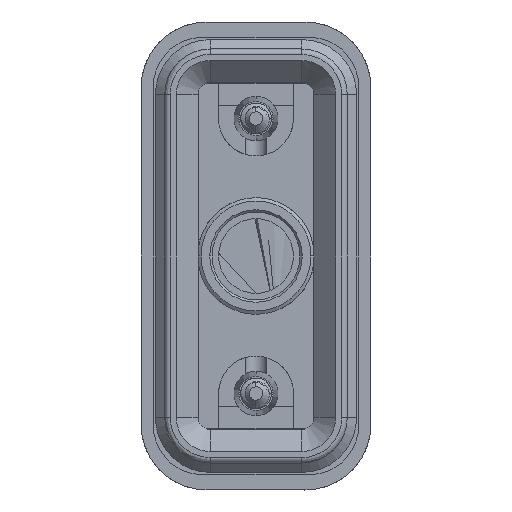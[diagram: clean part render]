
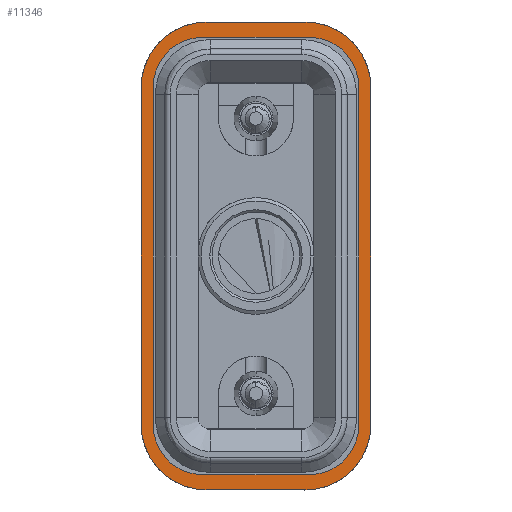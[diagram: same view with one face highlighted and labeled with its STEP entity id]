
A CAD part, front view. The second image highlights one B-rep face of the part: STEP entity #11346.
In plain terms, the highlighted planar face has unit normal (0, 1, 0).
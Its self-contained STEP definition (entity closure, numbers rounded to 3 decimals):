
#1033 = VERTEX_POINT ( 'NONE', #54917 ) ;
#1113 = EDGE_CURVE ( 'NONE', #21567, #13893, #90737, .T. ) ;
#1591 = CARTESIAN_POINT ( 'NONE',  ( 10.45, 0., 15.275 ) ) ;
#1647 = PLANE ( 'NONE',  #51698 ) ;
#2107 = CARTESIAN_POINT ( 'NONE',  ( 4.85, 0., 19.875 ) ) ;
#2550 = FACE_BOUND ( 'NONE', #33102, .T. ) ;
#3228 = CARTESIAN_POINT ( 'NONE',  ( 10.45, 0., -15.275 ) ) ;
#3578 = AXIS2_PLACEMENT_3D ( 'NONE', #80492, #86994, #45096 ) ;
#4444 = DIRECTION ( 'NONE',  ( 0., 0., -1. ) ) ;
#4721 = CARTESIAN_POINT ( 'NONE',  ( -9.35, 0., 0. ) ) ;
#5788 = VECTOR ( 'NONE', #72707, 1000. ) ;
#6048 = EDGE_CURVE ( 'NONE', #89027, #21567, #63144, .T. ) ;
#6602 = DIRECTION ( 'NONE',  ( 1., 0., 0. ) ) ;
#7118 = EDGE_CURVE ( 'NONE', #88886, #79168, #37215, .T. ) ;
#7819 = ORIENTED_EDGE ( 'NONE', *, *, #7118, .T. ) ;
#9702 = DIRECTION ( 'NONE',  ( 0., 0., -1. ) ) ;
#9967 = CARTESIAN_POINT ( 'NONE',  ( 0., 0., -19.875 ) ) ;
#10996 = DIRECTION ( 'NONE',  ( 0., 0., -1. ) ) ;
#11136 = AXIS2_PLACEMENT_3D ( 'NONE', #74563, #75917, #47042 ) ;
#11346 = ADVANCED_FACE ( 'NONE', ( #2550, #87650 ), #1647, .T. ) ;
#12037 = CARTESIAN_POINT ( 'NONE',  ( 9.35, 0., 0. ) ) ;
#12382 = DIRECTION ( 'NONE',  ( 0., 1., 0. ) ) ;
#12598 = VECTOR ( 'NONE', #4444, 1000. ) ;
#13153 = CIRCLE ( 'NONE', #65183, 4.5 ) ;
#13375 = VECTOR ( 'NONE', #59083, 1000. ) ;
#13413 = CIRCLE ( 'NONE', #57993, 6. ) ;
#13802 = AXIS2_PLACEMENT_3D ( 'NONE', #32411, #12382, #74793 ) ;
#13893 = VERTEX_POINT ( 'NONE', #78603 ) ;
#13901 = EDGE_CURVE ( 'NONE', #50304, #85403, #13153, .T. ) ;
#14518 = VERTEX_POINT ( 'NONE', #52371 ) ;
#15087 = DIRECTION ( 'NONE',  ( 0., 1., 0. ) ) ;
#16240 = VERTEX_POINT ( 'NONE', #60502 ) ;
#16488 = CARTESIAN_POINT ( 'NONE',  ( -4.45, 0., 15.275 ) ) ;
#16990 = CARTESIAN_POINT ( 'NONE',  ( 0., 0., -21.275 ) ) ;
#17398 = EDGE_CURVE ( 'NONE', #83559, #46834, #13413, .T. ) ;
#17546 = ORIENTED_EDGE ( 'NONE', *, *, #46066, .T. ) ;
#17816 = DIRECTION ( 'NONE',  ( 0., 0., -1. ) ) ;
#18902 = CARTESIAN_POINT ( 'NONE',  ( -10.45, 0., 15.275 ) ) ;
#19493 = ORIENTED_EDGE ( 'NONE', *, *, #52603, .F. ) ;
#21567 = VERTEX_POINT ( 'NONE', #46854 ) ;
#22083 = DIRECTION ( 'NONE',  ( 0., 1., 0. ) ) ;
#22493 = DIRECTION ( 'NONE',  ( 0., -1., 0. ) ) ;
#23895 = DIRECTION ( 'NONE',  ( 0., 0., 1. ) ) ;
#23958 = LINE ( 'NONE', #16990, #71240 ) ;
#24376 = AXIS2_PLACEMENT_3D ( 'NONE', #53781, #74307, #10996 ) ;
#25136 = ORIENTED_EDGE ( 'NONE', *, *, #46283, .T. ) ;
#25254 = EDGE_LOOP ( 'NONE', ( #87394, #19493, #43419, #28816, #68741, #40940, #17546, #7819 ) ) ;
#25994 = DIRECTION ( 'NONE',  ( 0., 0., 1. ) ) ;
#28471 = DIRECTION ( 'NONE',  ( -1., 0., 0. ) ) ;
#28816 = ORIENTED_EDGE ( 'NONE', *, *, #83117, .F. ) ;
#31343 = CARTESIAN_POINT ( 'NONE',  ( 0., 0., 0. ) ) ;
#32411 = CARTESIAN_POINT ( 'NONE',  ( 4.45, 0., -15.275 ) ) ;
#33102 = EDGE_LOOP ( 'NONE', ( #25136, #54783, #58782, #87789, #90144, #79276, #42963, #45968 ) ) ;
#34451 = CARTESIAN_POINT ( 'NONE',  ( -4.45, 0., 21.275 ) ) ;
#34552 = CARTESIAN_POINT ( 'NONE',  ( 0., 0., 19.875 ) ) ;
#35219 = VERTEX_POINT ( 'NONE', #45029 ) ;
#37215 = LINE ( 'NONE', #80055, #13375 ) ;
#37319 = VERTEX_POINT ( 'NONE', #38706 ) ;
#38706 = CARTESIAN_POINT ( 'NONE',  ( 4.45, 0., 21.275 ) ) ;
#39234 = DIRECTION ( 'NONE',  ( 1., 0., 0. ) ) ;
#39742 = CARTESIAN_POINT ( 'NONE',  ( -10.45, 0., 0. ) ) ;
#39877 = VERTEX_POINT ( 'NONE', #74327 ) ;
#40940 = ORIENTED_EDGE ( 'NONE', *, *, #66152, .T. ) ;
#41329 = EDGE_CURVE ( 'NONE', #79168, #1033, #59846, .T. ) ;
#42207 = CARTESIAN_POINT ( 'NONE',  ( 9.35, 0., -15.375 ) ) ;
#42295 = VECTOR ( 'NONE', #25994, 1000. ) ;
#42903 = CARTESIAN_POINT ( 'NONE',  ( 0., 0., 21.275 ) ) ;
#42963 = ORIENTED_EDGE ( 'NONE', *, *, #13901, .T. ) ;
#43197 = CARTESIAN_POINT ( 'NONE',  ( 4.85, 0., -15.375 ) ) ;
#43419 = ORIENTED_EDGE ( 'NONE', *, *, #49089, .T. ) ;
#45029 = CARTESIAN_POINT ( 'NONE',  ( -4.85, 0., -19.875 ) ) ;
#45096 = DIRECTION ( 'NONE',  ( 0., 0., -1. ) ) ;
#45968 = ORIENTED_EDGE ( 'NONE', *, *, #47943, .T. ) ;
#46066 = EDGE_CURVE ( 'NONE', #37319, #88886, #79336, .T. ) ;
#46283 = EDGE_CURVE ( 'NONE', #14518, #85695, #48132, .T. ) ;
#46834 = VERTEX_POINT ( 'NONE', #34451 ) ;
#46854 = CARTESIAN_POINT ( 'NONE',  ( -9.35, 0., 15.375 ) ) ;
#47042 = DIRECTION ( 'NONE',  ( 0., 0., -1. ) ) ;
#47943 = EDGE_CURVE ( 'NONE', #85403, #14518, #54830, .T. ) ;
#48132 = CIRCLE ( 'NONE', #24376, 4.5 ) ;
#49089 = EDGE_CURVE ( 'NONE', #16240, #39877, #58332, .T. ) ;
#49630 = EDGE_CURVE ( 'NONE', #35219, #50304, #73725, .T. ) ;
#49881 = LINE ( 'NONE', #42903, #5788 ) ;
#49954 = CARTESIAN_POINT ( 'NONE',  ( -4.85, 0., -15.375 ) ) ;
#50304 = VERTEX_POINT ( 'NONE', #66962 ) ;
#51389 = DIRECTION ( 'NONE',  ( 0., 0., -1. ) ) ;
#51698 = AXIS2_PLACEMENT_3D ( 'NONE', #31343, #15087, #23895 ) ;
#52371 = CARTESIAN_POINT ( 'NONE',  ( 9.35, 0., 15.375 ) ) ;
#52603 = EDGE_CURVE ( 'NONE', #16240, #1033, #23958, .T. ) ;
#53601 = CARTESIAN_POINT ( 'NONE',  ( -4.85, 0., 19.875 ) ) ;
#53781 = CARTESIAN_POINT ( 'NONE',  ( 4.85, 0., 15.375 ) ) ;
#53856 = VECTOR ( 'NONE', #89834, 1000. ) ;
#54783 = ORIENTED_EDGE ( 'NONE', *, *, #86077, .T. ) ;
#54830 = LINE ( 'NONE', #12037, #42295 ) ;
#54917 = CARTESIAN_POINT ( 'NONE',  ( 4.45, 0., -21.275 ) ) ;
#57993 = AXIS2_PLACEMENT_3D ( 'NONE', #16488, #22083, #51389 ) ;
#58332 = CIRCLE ( 'NONE', #61245, 6. ) ;
#58782 = ORIENTED_EDGE ( 'NONE', *, *, #6048, .T. ) ;
#58890 = EDGE_CURVE ( 'NONE', #13893, #35219, #70032, .T. ) ;
#59083 = DIRECTION ( 'NONE',  ( 0., 0., -1. ) ) ;
#59846 = CIRCLE ( 'NONE', #13802, 6. ) ;
#60177 = CARTESIAN_POINT ( 'NONE',  ( -4.45, 0., -15.275 ) ) ;
#60502 = CARTESIAN_POINT ( 'NONE',  ( -4.45, 0., -21.275 ) ) ;
#61245 = AXIS2_PLACEMENT_3D ( 'NONE', #60177, #67175, #17816 ) ;
#63144 = CIRCLE ( 'NONE', #11136, 4.5 ) ;
#65183 = AXIS2_PLACEMENT_3D ( 'NONE', #43197, #71616, #9702 ) ;
#66152 = EDGE_CURVE ( 'NONE', #46834, #37319, #49881, .T. ) ;
#66962 = CARTESIAN_POINT ( 'NONE',  ( 4.85, 0., -19.875 ) ) ;
#67175 = DIRECTION ( 'NONE',  ( 0., 1., 0. ) ) ;
#68741 = ORIENTED_EDGE ( 'NONE', *, *, #17398, .T. ) ;
#70032 = CIRCLE ( 'NONE', #86360, 4.5 ) ;
#71240 = VECTOR ( 'NONE', #6602, 1000. ) ;
#71616 = DIRECTION ( 'NONE',  ( 0., -1., 0. ) ) ;
#72309 = DIRECTION ( 'NONE',  ( 0., 0., -1. ) ) ;
#72707 = DIRECTION ( 'NONE',  ( 1., 0., 0. ) ) ;
#73725 = LINE ( 'NONE', #9967, #90996 ) ;
#74307 = DIRECTION ( 'NONE',  ( 0., -1., 0. ) ) ;
#74327 = CARTESIAN_POINT ( 'NONE',  ( -10.45, 0., -15.275 ) ) ;
#74563 = CARTESIAN_POINT ( 'NONE',  ( -4.85, 0., 15.375 ) ) ;
#74793 = DIRECTION ( 'NONE',  ( 0., 0., -1. ) ) ;
#75917 = DIRECTION ( 'NONE',  ( 0., -1., 0. ) ) ;
#77843 = LINE ( 'NONE', #34552, #87059 ) ;
#78603 = CARTESIAN_POINT ( 'NONE',  ( -9.35, 0., -15.375 ) ) ;
#79168 = VERTEX_POINT ( 'NONE', #3228 ) ;
#79276 = ORIENTED_EDGE ( 'NONE', *, *, #49630, .T. ) ;
#79336 = CIRCLE ( 'NONE', #3578, 6. ) ;
#80055 = CARTESIAN_POINT ( 'NONE',  ( 10.45, 0., 0. ) ) ;
#80492 = CARTESIAN_POINT ( 'NONE',  ( 4.45, 0., 15.275 ) ) ;
#83117 = EDGE_CURVE ( 'NONE', #83559, #39877, #90911, .T. ) ;
#83559 = VERTEX_POINT ( 'NONE', #18902 ) ;
#85403 = VERTEX_POINT ( 'NONE', #42207 ) ;
#85695 = VERTEX_POINT ( 'NONE', #2107 ) ;
#86077 = EDGE_CURVE ( 'NONE', #85695, #89027, #77843, .T. ) ;
#86360 = AXIS2_PLACEMENT_3D ( 'NONE', #49954, #22493, #72309 ) ;
#86994 = DIRECTION ( 'NONE',  ( 0., 1., 0. ) ) ;
#87059 = VECTOR ( 'NONE', #28471, 1000. ) ;
#87394 = ORIENTED_EDGE ( 'NONE', *, *, #41329, .T. ) ;
#87650 = FACE_OUTER_BOUND ( 'NONE', #25254, .T. ) ;
#87789 = ORIENTED_EDGE ( 'NONE', *, *, #1113, .T. ) ;
#88886 = VERTEX_POINT ( 'NONE', #1591 ) ;
#89027 = VERTEX_POINT ( 'NONE', #53601 ) ;
#89834 = DIRECTION ( 'NONE',  ( 0., 0., -1. ) ) ;
#90144 = ORIENTED_EDGE ( 'NONE', *, *, #58890, .T. ) ;
#90737 = LINE ( 'NONE', #4721, #53856 ) ;
#90911 = LINE ( 'NONE', #39742, #12598 ) ;
#90996 = VECTOR ( 'NONE', #39234, 1000. ) ;
